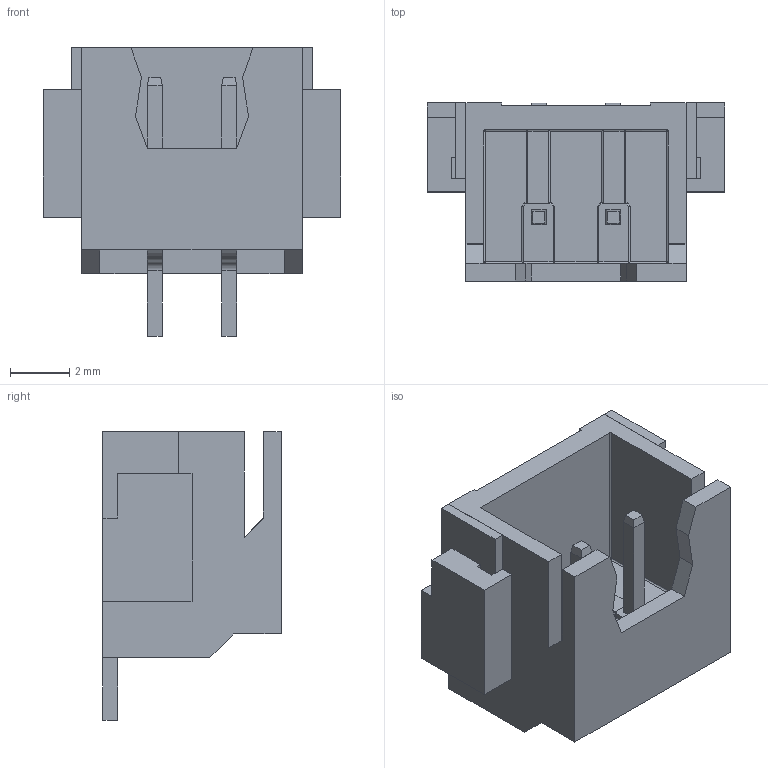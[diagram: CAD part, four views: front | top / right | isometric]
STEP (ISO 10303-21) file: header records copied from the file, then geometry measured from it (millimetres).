
FILE_DESCRIPTION((''),'2;1');
FILE_NAME('XH_2_54_FIXED_TERMINAL_ASM','2021-05-20T10:50:26',('vojtko.tibor'),(''),'CREO PARAMETRIC BY PTC INC, 2019224','CREO PARAMETRIC BY PTC INC, 2019224','');
FILE_SCHEMA(('AP242_MANAGED_MODEL_BASED_3D_ENGINEERING_MIM_LF { 1 0 10303 442 1 1 4 }'));
Length unit declared in the file: millimetre
Products named in the file (4): HOUSE; PIN; FEET; XH_2_54_FIXED_TERMINAL_ASM
Assembly tree (5 placements, depth 2):
  XH_2_54_FIXED_TERMINAL_ASM
    HOUSE
    PIN  x2
    FEET  x2
Bounding box: 10 x 6 x 9.7 mm (x, y, z)
Volume: 184.6 mm3; surface area: 540.2 mm2
Topology: 5 solids, 5 shells, 190 faces, 492 edges, 312 vertices
Faces by surface type: plane 136, cylinder 50, sphere 4
Entity records: 6908 total; most frequent: CARTESIAN_POINT 1110, ORIENTED_EDGE 872, DIRECTION 810, PRESENTATION_STYLE_ASSIGNMENT 461, STYLED_ITEM 461, CURVE_STYLE 436, EDGE_CURVE 436, VECTOR 372
